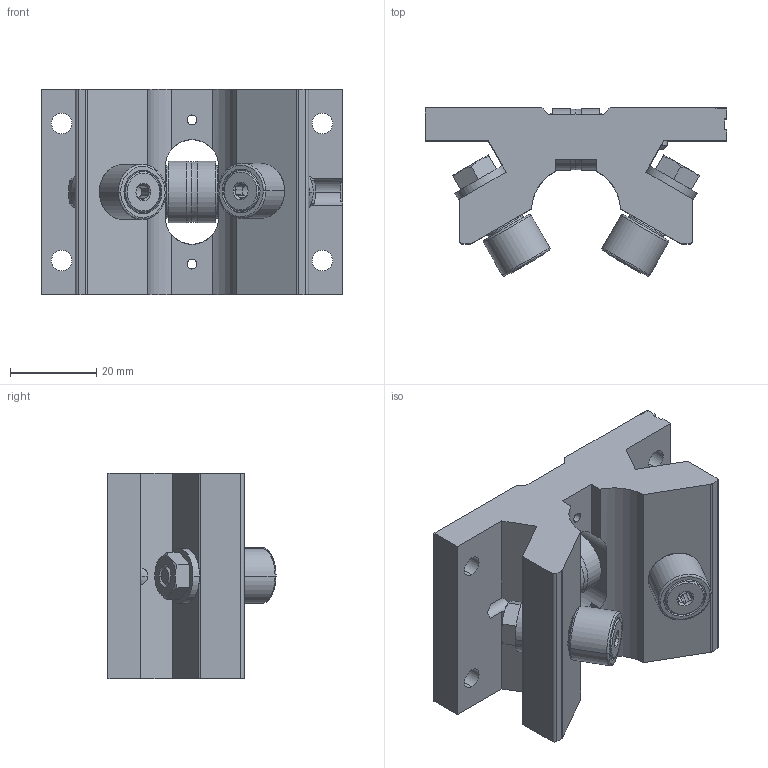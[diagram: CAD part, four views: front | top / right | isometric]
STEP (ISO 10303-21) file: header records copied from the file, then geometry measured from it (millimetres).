
FILE_DESCRIPTION (( 'STEP AP214' ), '1' );
FILE_NAME ('RollerBearing_BCF498B91C.step', '2021-01-19T19:50:35', ( '' ), ( '' ), 'SwSTEP 2.0', 'SolidWorks 2019', '' );
FILE_SCHEMA (( 'AUTOMOTIVE_DESIGN' ));
Length unit declared in the file: inch
Products named in the file (3): RollerBearing_BCF498B91C; 6Dz7EMHmTP_CADModel_0
Assembly tree (1 placements, depth 2):
  RollerBearing_BCF498B91C
    6Dz7EMHmTP_CADModel_0
  6Dz7EMHmTP_CADModel_0
Bounding box: 69.85 x 38.9 x 47.62 mm (x, y, z)
Volume: 55840.8 mm3; surface area: 20381.4 mm2
Topology: 10 solids, 10 shells, 312 faces, 769 edges, 484 vertices
Faces by surface type: plane 133, cylinder 99, cone 64, bspline 8, torus 4, sphere 4
Entity records: 14073 total; most frequent: CARTESIAN_POINT 2350, DIRECTION 1613, ORIENTED_EDGE 1518, EDGE_CURVE 759, AXIS2_PLACEMENT_3D 619, VERTEX_POINT 484, VECTOR 375, LINE 375
